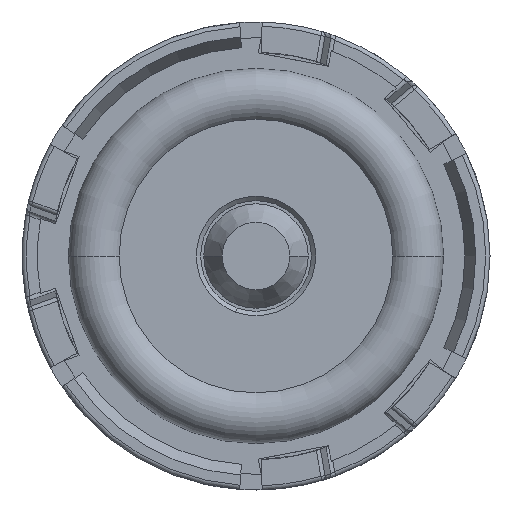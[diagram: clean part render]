
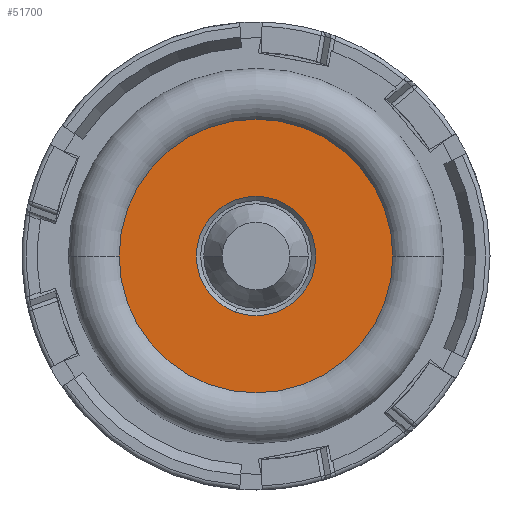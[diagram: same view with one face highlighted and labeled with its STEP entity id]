
A CAD part, front view. The second image highlights one B-rep face of the part: STEP entity #51700.
In plain terms, the highlighted planar face has unit normal (0, -1, 0).
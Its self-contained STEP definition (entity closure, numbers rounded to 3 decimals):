
#2903=CARTESIAN_POINT('',(0.,-4.904,0.));
#2904=DIRECTION('',(0.,1.,0.));
#2905=DIRECTION('',(-1.,0.,0.));
#2906=AXIS2_PLACEMENT_3D('',#2903,#2904,#2905);
#2908=CARTESIAN_POINT('',(0.,-4.904,0.));
#2909=DIRECTION('',(0.,1.,0.));
#2910=DIRECTION('',(1.,0.,0.));
#2911=AXIS2_PLACEMENT_3D('',#2908,#2909,#2910);
#2913=CARTESIAN_POINT('',(0.,-4.904,0.));
#2914=DIRECTION('',(0.,-1.,0.));
#2915=DIRECTION('',(0.342,0.,0.94));
#2916=AXIS2_PLACEMENT_3D('',#2913,#2914,#2915);
#2931=CARTESIAN_POINT('',(0.,-4.904,0.));
#2932=DIRECTION('',(0.,-1.,0.));
#2933=DIRECTION('',(-0.342,0.,-0.94));
#2934=AXIS2_PLACEMENT_3D('',#2931,#2932,#2933);
#48204=CARTESIAN_POINT('',(-0.957,-4.904,-2.63));
#48205=CARTESIAN_POINT('',(0.957,-4.904,2.63));
#48206=VERTEX_POINT('',#48204);
#48207=VERTEX_POINT('',#48205);
#48576=CARTESIAN_POINT('',(-6.421,-4.904,0.));
#48577=CARTESIAN_POINT('',(6.421,-4.904,0.));
#48578=VERTEX_POINT('',#48576);
#48579=VERTEX_POINT('',#48577);
#51685=CARTESIAN_POINT('',(0.,-4.904,0.));
#51686=DIRECTION('',(0.,-1.,0.));
#51687=DIRECTION('',(-0.342,0.,-0.94));
#51688=AXIS2_PLACEMENT_3D('',#51685,#51686,#51687);
#51689=PLANE('',#51688);
#51690=ORIENTED_EDGE('',*,*,#51667,.T.);
#51691=ORIENTED_EDGE('',*,*,#51680,.T.);
#51692=EDGE_LOOP('',(#51690,#51691));
#51693=FACE_OUTER_BOUND('',#51692,.F.);
#51695=ORIENTED_EDGE('',*,*,#51694,.T.);
#51697=ORIENTED_EDGE('',*,*,#51696,.T.);
#51698=EDGE_LOOP('',(#51695,#51697));
#51699=FACE_BOUND('',#51698,.F.);
#51700=ADVANCED_FACE('',(#51693,#51699),#51689,.T.);
#2907=CIRCLE('',#2906,6.421);
#2912=CIRCLE('',#2911,6.421);
#2917=CIRCLE('',#2916,2.798);
#2935=CIRCLE('',#2934,2.798);
#51667=EDGE_CURVE('',#48578,#48579,#2907,.T.);
#51680=EDGE_CURVE('',#48579,#48578,#2912,.T.);
#51694=EDGE_CURVE('',#48207,#48206,#2917,.T.);
#51696=EDGE_CURVE('',#48206,#48207,#2935,.T.);
